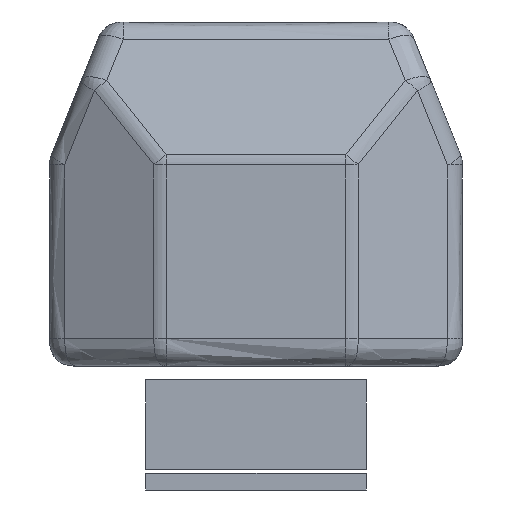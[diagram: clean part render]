
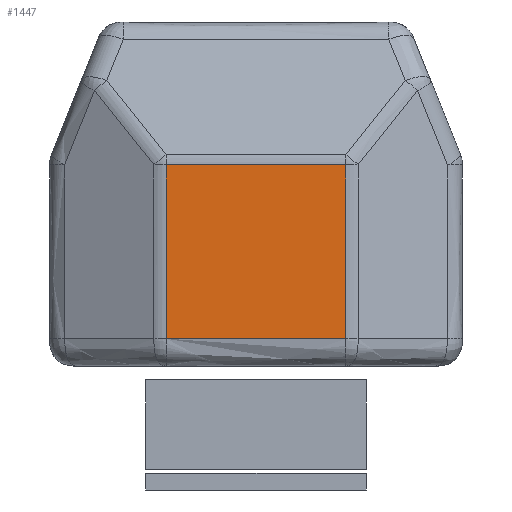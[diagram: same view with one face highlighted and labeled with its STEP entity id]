
A CAD part, left-side view. The second image highlights one B-rep face of the part: STEP entity #1447.
In plain terms, the highlighted planar face has unit normal (-1, 0, 0).
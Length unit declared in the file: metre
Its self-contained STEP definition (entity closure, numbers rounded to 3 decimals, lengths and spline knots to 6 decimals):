
#79=B_SPLINE_CURVE_WITH_KNOTS('',3,(#2006,#2007,#2008,#2009),
 .UNSPECIFIED.,.F.,.F.,(4,4),(0.,1.),.UNSPECIFIED.);
#80=B_SPLINE_CURVE_WITH_KNOTS('',3,(#2012,#2013,#2014,#2015),
 .UNSPECIFIED.,.F.,.F.,(4,4),(0.,1.),.UNSPECIFIED.);
#81=B_SPLINE_CURVE_WITH_KNOTS('',3,(#2017,#2018,#2019,#2020),
 .UNSPECIFIED.,.F.,.F.,(4,4),(0.,1.),.UNSPECIFIED.);
#82=B_SPLINE_CURVE_WITH_KNOTS('',3,(#2022,#2023,#2024,#2025),
 .UNSPECIFIED.,.F.,.F.,(4,4),(0.,1.),.UNSPECIFIED.);
#525=ORIENTED_EDGE('',*,*,#883,.T.);
#526=ORIENTED_EDGE('',*,*,#884,.T.);
#527=ORIENTED_EDGE('',*,*,#885,.T.);
#528=ORIENTED_EDGE('',*,*,#886,.T.);
#883=EDGE_CURVE('',#1076,#1077,#79,.T.);
#884=EDGE_CURVE('',#1077,#1078,#80,.T.);
#885=EDGE_CURVE('',#1078,#1079,#81,.T.);
#886=EDGE_CURVE('',#1079,#1076,#82,.T.);
#1076=VERTEX_POINT('',#2010);
#1077=VERTEX_POINT('',#2011);
#1078=VERTEX_POINT('',#2016);
#1079=VERTEX_POINT('',#2021);
#1187=EDGE_LOOP('',(#525,#526,#527,#528));
#1302=FACE_BOUND('',#1187,.T.);
#1402=PLANE('',#1592);
#1447=ADVANCED_FACE('',(#1302),#1402,.T.);
#1592=AXIS2_PLACEMENT_3D('',#2005,#1757,#1758);
#1757=DIRECTION('',(-1.,0.,0.));
#1758=DIRECTION('',(0.,-1.,0.));
#2005=CARTESIAN_POINT('',(-0.007,0.,0.034));
#2006=CARTESIAN_POINT('',(-0.007,-0.006528,0.023615));
#2007=CARTESIAN_POINT('',(-0.007,-0.002176,0.023615));
#2008=CARTESIAN_POINT('',(-0.007,0.002176,0.023615));
#2009=CARTESIAN_POINT('',(-0.007,0.006528,0.023615));
#2010=CARTESIAN_POINT('',(-0.007,-0.006528,0.023615));
#2011=CARTESIAN_POINT('',(-0.007,0.006528,0.023615));
#2012=CARTESIAN_POINT('',(-0.007,0.006528,0.023615));
#2013=CARTESIAN_POINT('',(-0.007,0.006528,0.01941));
#2014=CARTESIAN_POINT('',(-0.007,0.006528,0.015205));
#2015=CARTESIAN_POINT('',(-0.007,0.006528,0.011));
#2016=CARTESIAN_POINT('',(-0.007,0.006528,0.011));
#2017=CARTESIAN_POINT('',(-0.007,0.006528,0.011));
#2018=CARTESIAN_POINT('',(-0.007,0.002176,0.011));
#2019=CARTESIAN_POINT('',(-0.007,-0.002176,0.011));
#2020=CARTESIAN_POINT('',(-0.007,-0.006528,0.011));
#2021=CARTESIAN_POINT('',(-0.007,-0.006528,0.011));
#2022=CARTESIAN_POINT('',(-0.007,-0.006528,0.011));
#2023=CARTESIAN_POINT('',(-0.007,-0.006528,0.015205));
#2024=CARTESIAN_POINT('',(-0.007,-0.006528,0.01941));
#2025=CARTESIAN_POINT('',(-0.007,-0.006528,0.023615));
